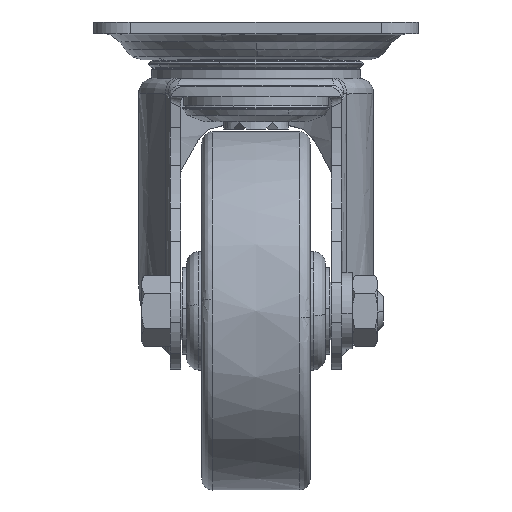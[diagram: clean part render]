
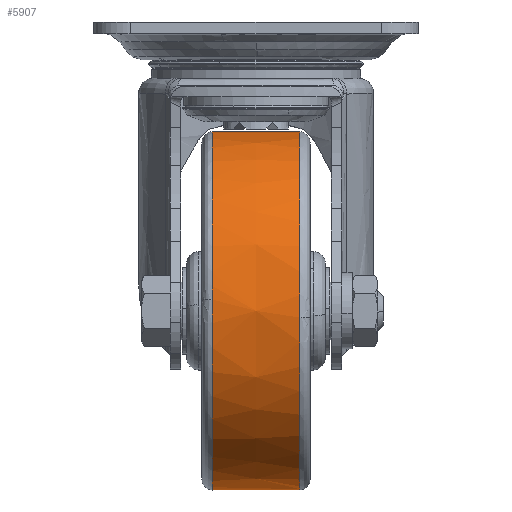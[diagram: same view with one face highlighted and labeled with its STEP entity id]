
A CAD part, left-side view. The second image highlights one B-rep face of the part: STEP entity #5907.
In plain terms, the highlighted free-form (B-spline) face has degree [2, 2] with [3, 7] control points.
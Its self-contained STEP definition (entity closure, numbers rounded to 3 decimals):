
#5618=CARTESIAN_POINT('',(-79.593,-12.183,-81.87));
#5619=VERTEX_POINT('',#5618);
#5633=CARTESIAN_POINT('',(-30.0,-12.183,-129.629));
#5634=VERTEX_POINT('',#5633);
#5635=CARTESIAN_POINT('',(-79.593,-12.183,-81.87));
#5636=CARTESIAN_POINT('',(-77.792,-12.183,-129.629));
#5637=CARTESIAN_POINT('',(-30.0,-12.183,-129.629));
#5645=(BOUNDED_CURVE()B_SPLINE_CURVE(2,(#5635,#5636,#5637),.UNSPECIFIED.,.F.,.U.)B_SPLINE_CURVE_WITH_KNOTS((3,3),(0.757,1.0),.UNSPECIFIED.)CURVE()GEOMETRIC_REPRESENTATION_ITEM()RATIONAL_B_SPLINE_CURVE((0.985,0.715,1.0))REPRESENTATION_ITEM(''));
#5646=EDGE_CURVE('',#5619,#5634,#5645,.T.);
#5714=CARTESIAN_POINT('',(-30.0,-12.183,-30.371));
#5715=VERTEX_POINT('',#5714);
#5729=CARTESIAN_POINT('',(-30.0,-12.183,-30.371));
#5730=CARTESIAN_POINT('',(-79.629,-12.183,-30.371));
#5731=CARTESIAN_POINT('',(-79.629,-12.183,-80.));
#5732=CARTESIAN_POINT('',(-79.629,-12.183,-80.936));
#5733=CARTESIAN_POINT('',(-79.593,-12.183,-81.87));
#5741=(BOUNDED_CURVE()B_SPLINE_CURVE(2,(#5729,#5730,#5731,#5732,#5733),.UNSPECIFIED.,.F.,.U.)B_SPLINE_CURVE_WITH_KNOTS((3,2,3),(0.5,0.75,0.757),.UNSPECIFIED.)CURVE()GEOMETRIC_REPRESENTATION_ITEM()RATIONAL_B_SPLINE_CURVE((1.0,0.707,1.0,0.992,0.985))REPRESENTATION_ITEM(''));
#5742=EDGE_CURVE('',#5715,#5619,#5741,.T.);
#5777=CARTESIAN_POINT('',(-30.0,12.183,-129.629));
#5778=VERTEX_POINT('',#5777);
#5779=CARTESIAN_POINT('',(-30.,-12.183,-129.629));
#5780=CARTESIAN_POINT('',(-30.,0.,-130.372));
#5781=CARTESIAN_POINT('',(-30.0,12.183,-129.629));
#5789=(BOUNDED_CURVE()B_SPLINE_CURVE(2,(#5779,#5780,#5781),.UNSPECIFIED.,.F.,.U.)B_SPLINE_CURVE_WITH_KNOTS((3,3),(0.46,0.54),.UNSPECIFIED.)CURVE()GEOMETRIC_REPRESENTATION_ITEM()RATIONAL_B_SPLINE_CURVE((0.876,0.874,0.876))REPRESENTATION_ITEM(''));
#5790=EDGE_CURVE('',#5634,#5778,#5789,.T.);
#5807=CARTESIAN_POINT('',(-30.0,12.183,-30.371));
#5808=VERTEX_POINT('',#5807);
#5824=CARTESIAN_POINT('',(-30.,-12.183,-30.371));
#5825=CARTESIAN_POINT('',(-30.,0.,-29.628));
#5826=CARTESIAN_POINT('',(-30.,12.183,-30.371));
#5834=(BOUNDED_CURVE()B_SPLINE_CURVE(2,(#5824,#5825,#5826),.UNSPECIFIED.,.F.,.U.)B_SPLINE_CURVE_WITH_KNOTS((3,3),(0.46,0.54),.UNSPECIFIED.)CURVE()GEOMETRIC_REPRESENTATION_ITEM()RATIONAL_B_SPLINE_CURVE((0.876,0.874,0.876))REPRESENTATION_ITEM(''));
#5835=EDGE_CURVE('',#5715,#5808,#5834,.T.);
#5842=CARTESIAN_POINT('',(-28.615,-13.397,-30.449));
#5843=CARTESIAN_POINT('',(-28.59,0.,-29.55));
#5844=CARTESIAN_POINT('',(-28.615,13.397,-30.449));
#5845=CARTESIAN_POINT('',(-29.303,-13.397,-30.449));
#5846=CARTESIAN_POINT('',(-29.291,0.,-29.55));
#5847=CARTESIAN_POINT('',(-29.303,13.397,-30.449));
#5848=CARTESIAN_POINT('',(-79.551,-13.397,-30.449));
#5849=CARTESIAN_POINT('',(-80.45,0.,-29.55));
#5850=CARTESIAN_POINT('',(-79.551,13.397,-30.449));
#5851=CARTESIAN_POINT('',(-79.551,-13.397,-80.));
#5852=CARTESIAN_POINT('',(-80.45,0.,-80.));
#5853=CARTESIAN_POINT('',(-79.551,13.397,-80.));
#5854=CARTESIAN_POINT('',(-79.551,-13.397,-129.551));
#5855=CARTESIAN_POINT('',(-80.45,0.,-130.45));
#5856=CARTESIAN_POINT('',(-79.551,13.397,-129.551));
#5857=CARTESIAN_POINT('',(-29.303,-13.397,-129.551));
#5858=CARTESIAN_POINT('',(-29.291,0.,-130.45));
#5859=CARTESIAN_POINT('',(-29.303,13.397,-129.551));
#5860=CARTESIAN_POINT('',(-28.615,-13.397,-129.551));
#5861=CARTESIAN_POINT('',(-28.59,0.,-130.45));
#5862=CARTESIAN_POINT('',(-28.615,13.397,-129.551));
#5870=(BOUNDED_SURFACE()B_SPLINE_SURFACE(2,2,((#5842,#5845,#5848,#5851,#5854,#5857,#5860),(#5843,#5846,#5849,#5852,#5855,#5858,#5861),(#5844,#5847,#5850,#5853,#5856,#5859,#5862)),.UNSPECIFIED.,.F.,.F.,.U.)B_SPLINE_SURFACE_WITH_KNOTS((3,3),(3,1,2,1,3),(0.0,26.825),(0.0,1.657,84.5,167.342,168.999),.UNSPECIFIED.)GEOMETRIC_REPRESENTATION_ITEM()RATIONAL_B_SPLINE_SURFACE(((0.886,0.881,0.619,0.876,0.619,0.881,0.886),(0.884,0.879,0.618,0.874,0.618,0.879,0.884),(0.886,0.881,0.619,0.876,0.619,0.881,0.886)))REPRESENTATION_ITEM('')SURFACE());
#5871=ORIENTED_EDGE('',*,*,#5790,.F.);
#5872=ORIENTED_EDGE('',*,*,#5646,.F.);
#5873=ORIENTED_EDGE('',*,*,#5742,.F.);
#5874=ORIENTED_EDGE('',*,*,#5835,.T.);
#5875=CARTESIAN_POINT('',(-79.531,12.183,-76.884));
#5876=VERTEX_POINT('',#5875);
#5877=CARTESIAN_POINT('',(-30.0,12.183,-30.371));
#5878=CARTESIAN_POINT('',(-76.604,12.183,-30.371));
#5879=CARTESIAN_POINT('',(-79.531,12.183,-76.884));
#5887=(BOUNDED_CURVE()B_SPLINE_CURVE(2,(#5877,#5878,#5879),.UNSPECIFIED.,.F.,.U.)B_SPLINE_CURVE_WITH_KNOTS((3,3),(0.5,0.739),.UNSPECIFIED.)CURVE()GEOMETRIC_REPRESENTATION_ITEM()RATIONAL_B_SPLINE_CURVE((1.0,0.72,0.975))REPRESENTATION_ITEM(''));
#5888=EDGE_CURVE('',#5808,#5876,#5887,.T.);
#5889=ORIENTED_EDGE('',*,*,#5888,.T.);
#5890=CARTESIAN_POINT('',(-79.531,12.183,-76.884));
#5891=CARTESIAN_POINT('',(-79.629,12.183,-78.44));
#5892=CARTESIAN_POINT('',(-79.629,12.183,-80.));
#5893=CARTESIAN_POINT('',(-79.629,12.183,-129.629));
#5894=CARTESIAN_POINT('',(-30.0,12.183,-129.629));
#5902=(BOUNDED_CURVE()B_SPLINE_CURVE(2,(#5890,#5891,#5892,#5893,#5894),.UNSPECIFIED.,.F.,.U.)B_SPLINE_CURVE_WITH_KNOTS((3,2,3),(0.739,0.75,1.0),.UNSPECIFIED.)CURVE()GEOMETRIC_REPRESENTATION_ITEM()RATIONAL_B_SPLINE_CURVE((0.975,0.987,1.0,0.707,1.0))REPRESENTATION_ITEM(''));
#5903=EDGE_CURVE('',#5876,#5778,#5902,.T.);
#5904=ORIENTED_EDGE('',*,*,#5903,.T.);
#5905=EDGE_LOOP('',(#5871,#5872,#5873,#5874,#5889,#5904));
#5906=FACE_OUTER_BOUND('',#5905,.T.);
#5907=ADVANCED_FACE('',(#5906),#5870,.T.);
